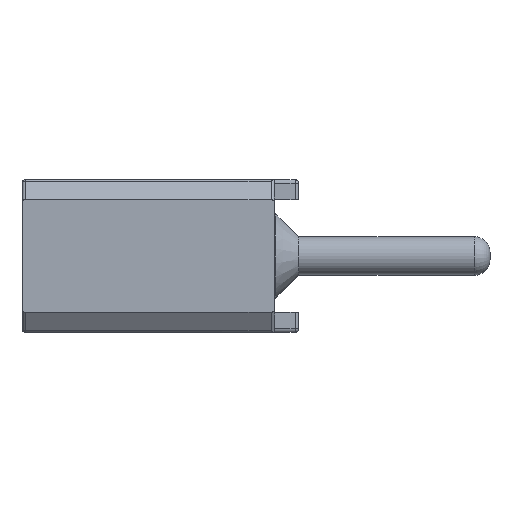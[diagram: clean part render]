
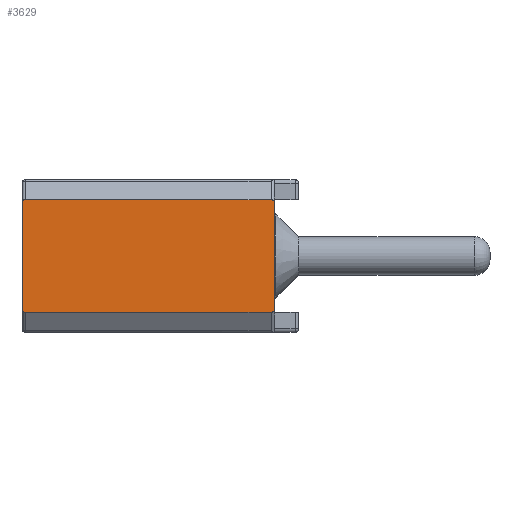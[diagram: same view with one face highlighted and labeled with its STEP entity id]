
A CAD part, left-side view. The second image highlights one B-rep face of the part: STEP entity #3629.
In plain terms, the highlighted planar face has unit normal (-1, 0, 0).
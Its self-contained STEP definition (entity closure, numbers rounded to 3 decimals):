
#115 = AXIS2_PLACEMENT_3D ( 'NONE', #1198, #8324, #2233 ) ;
#260 = CIRCLE ( 'NONE', #115, 0.06 ) ;
#310 = AXIS2_PLACEMENT_3D ( 'NONE', #11337, #5282, #12358 ) ;
#383 = CARTESIAN_POINT ( 'NONE',  ( -1.27, -2.04, 0.879 ) ) ;
#405 = EDGE_CURVE ( 'NONE', #9957, #878, #12968, .T. ) ;
#878 = VERTEX_POINT ( 'NONE', #11364 ) ;
#1198 = CARTESIAN_POINT ( 'NONE',  ( -1.27, -2.04, -0.879 ) ) ;
#1306 = VERTEX_POINT ( 'NONE', #7639 ) ;
#1448 = CARTESIAN_POINT ( 'NONE',  ( -1.27, 2.04, 0.879 ) ) ;
#1974 = AXIS2_PLACEMENT_3D ( 'NONE', #383, #2574, #9667 ) ;
#2099 = ORIENTED_EDGE ( 'NONE', *, *, #4668, .F. ) ;
#2233 = DIRECTION ( 'NONE',  ( 0., 0., 1. ) ) ;
#2485 = DIRECTION ( 'NONE',  ( 0., 0., 1. ) ) ;
#2548 = CIRCLE ( 'NONE', #310, 0.06 ) ;
#2549 = EDGE_CURVE ( 'NONE', #3891, #5657, #260, .T. ) ;
#2574 = DIRECTION ( 'NONE',  ( -1., 0., 0. ) ) ;
#2844 = CARTESIAN_POINT ( 'NONE',  ( -1.27, 0., 0. ) ) ;
#3079 = ORIENTED_EDGE ( 'NONE', *, *, #6915, .T. ) ;
#3217 = CARTESIAN_POINT ( 'NONE',  ( -1.27, -2.1, -0.879 ) ) ;
#3330 = CARTESIAN_POINT ( 'NONE',  ( -1.27, -2.1, -1.27 ) ) ;
#3379 = VECTOR ( 'NONE', #5223, 1000. ) ;
#3623 = FACE_OUTER_BOUND ( 'NONE', #5819, .T. ) ;
#3629 = ADVANCED_FACE ( 'NONE', ( #3623 ), #8921, .T. ) ;
#3722 = LINE ( 'NONE', #4205, #3379 ) ;
#3880 = DIRECTION ( 'NONE',  ( -1., 0., 0. ) ) ;
#3891 = VERTEX_POINT ( 'NONE', #4354 ) ;
#4006 = CARTESIAN_POINT ( 'NONE',  ( -1.27, -5.681, 0.939 ) ) ;
#4108 = CARTESIAN_POINT ( 'NONE',  ( -1.27, 2.1, 0.879 ) ) ;
#4205 = CARTESIAN_POINT ( 'NONE',  ( -1.27, 2.1, -1.27 ) ) ;
#4354 = CARTESIAN_POINT ( 'NONE',  ( -1.27, -2.04, -0.939 ) ) ;
#4668 = EDGE_CURVE ( 'NONE', #3891, #6167, #6762, .T. ) ;
#5004 = AXIS2_PLACEMENT_3D ( 'NONE', #2844, #3880, #10935 ) ;
#5013 = DIRECTION ( 'NONE',  ( 0., 1., 0. ) ) ;
#5223 = DIRECTION ( 'NONE',  ( 0., 0., 1. ) ) ;
#5282 = DIRECTION ( 'NONE',  ( -1., 0., 0. ) ) ;
#5499 = VERTEX_POINT ( 'NONE', #7041 ) ;
#5565 = VERTEX_POINT ( 'NONE', #4108 ) ;
#5594 = ORIENTED_EDGE ( 'NONE', *, *, #2549, .T. ) ;
#5630 = CARTESIAN_POINT ( 'NONE',  ( -1.27, -2.1, 0.879 ) ) ;
#5657 = VERTEX_POINT ( 'NONE', #3217 ) ;
#5797 = ORIENTED_EDGE ( 'NONE', *, *, #6807, .T. ) ;
#5819 = EDGE_LOOP ( 'NONE', ( #11101, #3079, #7571, #5797, #2099, #5594, #8839, #7763 ) ) ;
#5921 = VECTOR ( 'NONE', #5013, 1000. ) ;
#6167 = VERTEX_POINT ( 'NONE', #9279 ) ;
#6352 = CIRCLE ( 'NONE', #10524, 0.06 ) ;
#6762 = LINE ( 'NONE', #11107, #9116 ) ;
#6807 = EDGE_CURVE ( 'NONE', #5499, #6167, #2548, .T. ) ;
#6915 = EDGE_CURVE ( 'NONE', #1306, #5565, #6352, .T. ) ;
#7041 = CARTESIAN_POINT ( 'NONE',  ( -1.27, 2.1, -0.879 ) ) ;
#7227 = LINE ( 'NONE', #3330, #11993 ) ;
#7415 = DIRECTION ( 'NONE',  ( 0., 0., -1. ) ) ;
#7571 = ORIENTED_EDGE ( 'NONE', *, *, #9823, .F. ) ;
#7639 = CARTESIAN_POINT ( 'NONE',  ( -1.27, 2.04, 0.939 ) ) ;
#7763 = ORIENTED_EDGE ( 'NONE', *, *, #405, .T. ) ;
#8324 = DIRECTION ( 'NONE',  ( -1., 0., 0. ) ) ;
#8564 = DIRECTION ( 'NONE',  ( -1., 0., 0. ) ) ;
#8839 = ORIENTED_EDGE ( 'NONE', *, *, #9317, .F. ) ;
#8921 = PLANE ( 'NONE',  #5004 ) ;
#9116 = VECTOR ( 'NONE', #12054, 1000. ) ;
#9279 = CARTESIAN_POINT ( 'NONE',  ( -1.27, 2.04, -0.939 ) ) ;
#9317 = EDGE_CURVE ( 'NONE', #9957, #5657, #7227, .T. ) ;
#9667 = DIRECTION ( 'NONE',  ( 0., 0., 1. ) ) ;
#9711 = EDGE_CURVE ( 'NONE', #878, #1306, #11300, .T. ) ;
#9823 = EDGE_CURVE ( 'NONE', #5499, #5565, #3722, .T. ) ;
#9957 = VERTEX_POINT ( 'NONE', #5630 ) ;
#10524 = AXIS2_PLACEMENT_3D ( 'NONE', #1448, #8564, #2485 ) ;
#10935 = DIRECTION ( 'NONE',  ( 0., 0., 1. ) ) ;
#11101 = ORIENTED_EDGE ( 'NONE', *, *, #9711, .T. ) ;
#11107 = CARTESIAN_POINT ( 'NONE',  ( -1.27, -5.681, -0.939 ) ) ;
#11300 = LINE ( 'NONE', #4006, #5921 ) ;
#11337 = CARTESIAN_POINT ( 'NONE',  ( -1.27, 2.04, -0.879 ) ) ;
#11364 = CARTESIAN_POINT ( 'NONE',  ( -1.27, -2.04, 0.939 ) ) ;
#11993 = VECTOR ( 'NONE', #7415, 1000. ) ;
#12054 = DIRECTION ( 'NONE',  ( 0., 1., 0. ) ) ;
#12358 = DIRECTION ( 'NONE',  ( 0., 0., 1. ) ) ;
#12968 = CIRCLE ( 'NONE', #1974, 0.06 ) ;
